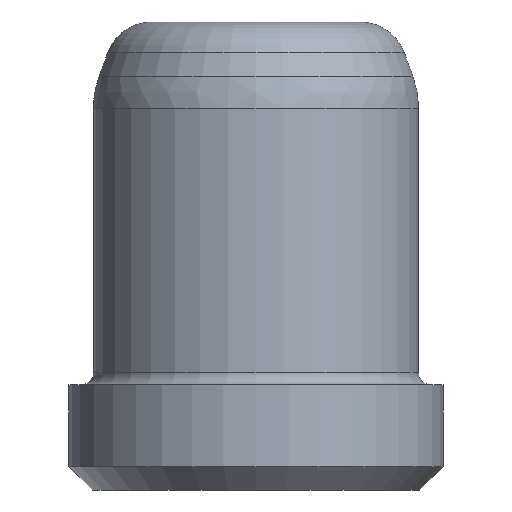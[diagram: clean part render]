
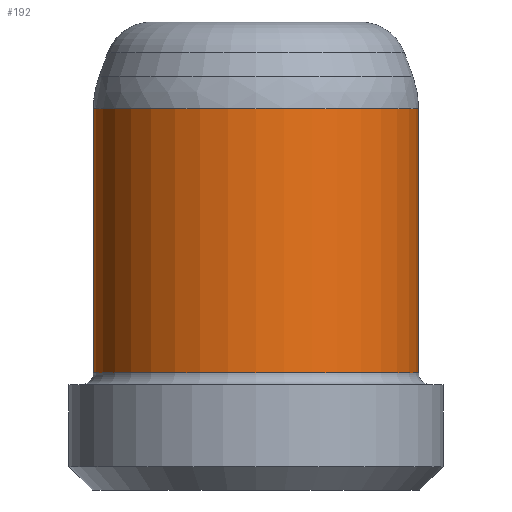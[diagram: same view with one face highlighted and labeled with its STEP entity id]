
A CAD part, front view. The second image highlights one B-rep face of the part: STEP entity #192.
In plain terms, the highlighted cylindrical face has radius 6.95 mm (diameter 13.9 mm), a full revolution.
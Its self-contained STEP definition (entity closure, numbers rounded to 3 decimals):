
#17=CYLINDRICAL_SURFACE('',#242,6.95);
#31=LINE('',#363,#37);
#37=VECTOR('',#304,6.95);
#50=FACE_OUTER_BOUND('',#66,.T.);
#66=EDGE_LOOP('',(#160,#161,#162,#163,#164,#165));
#84=CIRCLE('',#239,6.95);
#85=CIRCLE('',#240,6.95);
#86=CIRCLE('',#243,6.95);
#87=CIRCLE('',#244,6.95);
#101=VERTEX_POINT('',#353);
#102=VERTEX_POINT('',#355);
#103=VERTEX_POINT('',#360);
#104=VERTEX_POINT('',#361);
#122=EDGE_CURVE('',#101,#102,#84,.T.);
#123=EDGE_CURVE('',#102,#101,#85,.T.);
#124=EDGE_CURVE('',#103,#104,#86,.T.);
#125=EDGE_CURVE('',#103,#102,#31,.T.);
#126=EDGE_CURVE('',#104,#103,#87,.T.);
#160=ORIENTED_EDGE('',*,*,#124,.F.);
#161=ORIENTED_EDGE('',*,*,#125,.T.);
#162=ORIENTED_EDGE('',*,*,#122,.F.);
#163=ORIENTED_EDGE('',*,*,#123,.F.);
#164=ORIENTED_EDGE('',*,*,#125,.F.);
#165=ORIENTED_EDGE('',*,*,#126,.F.);
#192=ADVANCED_FACE('',(#50),#17,.T.);
#239=AXIS2_PLACEMENT_3D('',#356,#294,#295);
#240=AXIS2_PLACEMENT_3D('',#357,#296,#297);
#242=AXIS2_PLACEMENT_3D('',#359,#300,#301);
#243=AXIS2_PLACEMENT_3D('',#362,#302,#303);
#244=AXIS2_PLACEMENT_3D('',#364,#305,#306);
#294=DIRECTION('center_axis',(0.,0.,-1.));
#295=DIRECTION('ref_axis',(-1.,0.,0.));
#296=DIRECTION('center_axis',(0.,0.,-1.));
#297=DIRECTION('ref_axis',(-1.,0.,0.));
#300=DIRECTION('center_axis',(0.,0.,1.));
#301=DIRECTION('ref_axis',(-1.,0.,0.));
#302=DIRECTION('center_axis',(0.,0.,1.));
#303=DIRECTION('ref_axis',(-1.,0.,0.));
#304=DIRECTION('',(0.,0.,-1.));
#305=DIRECTION('center_axis',(0.,0.,1.));
#306=DIRECTION('ref_axis',(-1.,0.,0.));
#353=CARTESIAN_POINT('',(-6.95,0.,5.));
#355=CARTESIAN_POINT('',(6.95,0.,5.));
#356=CARTESIAN_POINT('Origin',(0.,0.,5.));
#357=CARTESIAN_POINT('Origin',(0.,0.,5.));
#359=CARTESIAN_POINT('Origin',(0.,0.,0.));
#360=CARTESIAN_POINT('',(6.95,0.,16.295));
#361=CARTESIAN_POINT('',(-6.95,0.,16.295));
#362=CARTESIAN_POINT('Origin',(0.,0.,16.295));
#363=CARTESIAN_POINT('',(6.95,0.,0.));
#364=CARTESIAN_POINT('Origin',(0.,0.,16.295));
